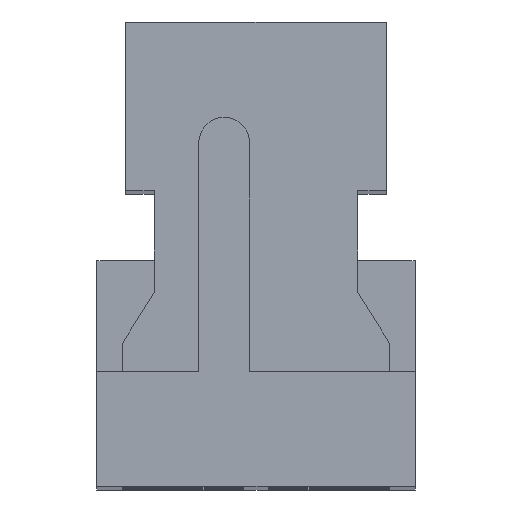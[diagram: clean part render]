
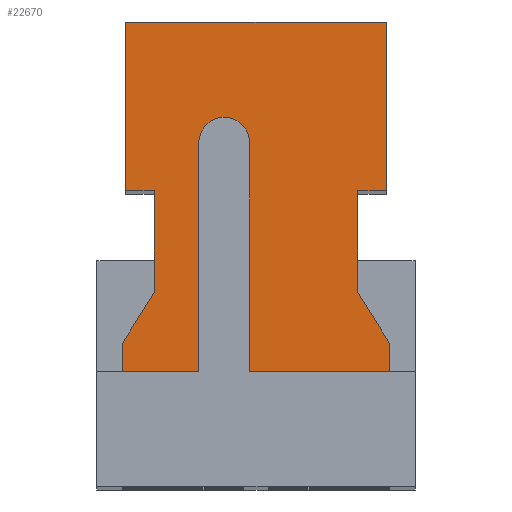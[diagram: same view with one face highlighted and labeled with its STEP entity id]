
A CAD part, top view. The second image highlights one B-rep face of the part: STEP entity #22670.
In plain terms, the highlighted planar face has unit normal (0, 0, 1).
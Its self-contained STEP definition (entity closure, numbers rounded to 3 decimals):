
#18040=CARTESIAN_POINT('',(-0.16,-0.9,19.25))
;
#18050=VERTEX_POINT('',#18040);
#18080=CARTESIAN_POINT('',(-0.16,0.,19.25));
#18090=DIRECTION('',(0.,1.,0.));
#18100=VECTOR('',#18090,1.);
#18110=LINE('',#18080,#18100);
#18120=CARTESIAN_POINT('',(-0.16,0.7,19.25));
#18130=VERTEX_POINT('',#18120);
#18140=EDGE_CURVE('',#18050,#18130,#18110,.T.);
#19550=CARTESIAN_POINT('',(-1.86,0.,19.25));
#19560=DIRECTION('',(0.,-1.,0.));
#19570=VECTOR('',#19560,1.);
#19580=LINE('',#19550,#19570);
#19590=CARTESIAN_POINT('',(-1.86,1.45,19.25));
#19600=VERTEX_POINT('',#19590);
#19610=CARTESIAN_POINT('',(-1.86,-2.15,19.25));
#19620=VERTEX_POINT('',#19610);
#19630=EDGE_CURVE('',#19600,#19620,#19580,.T.);
#21490=CARTESIAN_POINT('',(-2.437,0.971,19.25));
#21500=DIRECTION('',(0.,0.,-1.));
#21510=DIRECTION('',(-1.,0.,0.));
#21520=AXIS2_PLACEMENT_3D('',#21490,#21500,#21510);
#21530=PLANE('',#21520);
#21540=CARTESIAN_POINT('',(0.34,0.,19.25));
#21550=DIRECTION('',(0.,1.,0.));
#21560=VECTOR('',#21550,1.);
#21570=LINE('',#21540,#21560);
#21580=CARTESIAN_POINT('',(0.34,-2.15,19.25));
#21590=VERTEX_POINT('',#21580);
#21600=CARTESIAN_POINT('',(0.34,-1.7,19.25));
#21610=VERTEX_POINT('',#21600);
#21620=EDGE_CURVE('',#21590,#21610,#21570,.T.);
#21630=ORIENTED_EDGE('',*,*,#21620,.T.);
#21640=CARTESIAN_POINT('',(0.,-2.15,19.25));
#21650=DIRECTION('',(1.,0.,0.));
#21660=VECTOR('',#21650,1.);
#21670=LINE('',#21640,#21660);
#21680=EDGE_CURVE('',#19620,#21590,#21670,.T.);
#21690=ORIENTED_EDGE('',*,*,#21680,.T.);
#21700=ORIENTED_EDGE('',*,*,#19630,.T.);
#21710=CARTESIAN_POINT('',(-2.26,1.45,19.25));
#21720=DIRECTION('',(0.,0.,-1.));
#21730=DIRECTION('',(-1.,0.,0.));
#21740=AXIS2_PLACEMENT_3D('',#21710,#21720,#21730);
#21750=CIRCLE('',#21740,0.4);
#21760=CARTESIAN_POINT('',(-2.66,1.45,19.25));
#21770=VERTEX_POINT('',#21760);
#21780=EDGE_CURVE('',#21770,#19600,#21750,.T.);
#21790=ORIENTED_EDGE('',*,*,#21780,.T.);
#21800=CARTESIAN_POINT('',(-2.66,0.,19.25));
#21810=DIRECTION('',(0.,1.,0.));
#21820=VECTOR('',#21810,1.);
#21830=LINE('',#21800,#21820);
#21840=CARTESIAN_POINT('',(-2.66,-2.15,19.25));
#21850=VERTEX_POINT('',#21840);
#21860=EDGE_CURVE('',#21850,#21770,#21830,.T.);
#21870=ORIENTED_EDGE('',*,*,#21860,.T.);
#21880=CARTESIAN_POINT('',(0.,-2.15,19.25));
#21890=DIRECTION('',(1.,0.,0.));
#21900=VECTOR('',#21890,1.);
#21910=LINE('',#21880,#21900);
#21920=CARTESIAN_POINT('',(-3.86,-2.15,19.25));
#21930=VERTEX_POINT('',#21920);
#21940=EDGE_CURVE('',#21930,#21850,#21910,.T.);
#21950=ORIENTED_EDGE('',*,*,#21940,.T.);
#21960=CARTESIAN_POINT('',(-3.86,-1.7,19.25));
#21970=DIRECTION('',(0.,-1.,0.));
#21980=VECTOR('',#21970,1.);
#21990=LINE('',#21960,#21980);
#22000=CARTESIAN_POINT('',(-3.86,-1.7,19.25));
#22010=VERTEX_POINT('',#22000);
#22020=EDGE_CURVE('',#22010,#21930,#21990,.T.);
#22030=ORIENTED_EDGE('',*,*,#22020,.T.);
#22040=CARTESIAN_POINT('',(-3.36,-0.9,19.25));
#22050=DIRECTION('',(-0.53,-0.848,0.));
#22060=VECTOR('',#22050,1.);
#22070=LINE('',#22040,#22060);
#22080=CARTESIAN_POINT('',(-3.36,-0.9,19.25));
#22090=VERTEX_POINT('',#22080);
#22100=EDGE_CURVE('',#22090,#22010,#22070,.T.);
#22110=ORIENTED_EDGE('',*,*,#22100,.T.);
#22120=CARTESIAN_POINT('',(-3.36,0.,19.25));
#22130=DIRECTION('',(0.,1.,0.));
#22140=VECTOR('',#22130,1.);
#22150=LINE('',#22120,#22140);
#22160=CARTESIAN_POINT('',(-3.36,0.7,19.25));
#22170=VERTEX_POINT('',#22160);
#22180=EDGE_CURVE('',#22090,#22170,#22150,.T.);
#22190=ORIENTED_EDGE('',*,*,#22180,.F.);
#22200=CARTESIAN_POINT('',(-4.771,0.7,19.25));
#22210=DIRECTION('',(-1.,0.,0.));
#22220=VECTOR('',#22210,1.);
#22230=LINE('',#22200,#22220);
#22240=CARTESIAN_POINT('',(-3.81,0.7,19.25));
#22250=VERTEX_POINT('',#22240);
#22260=EDGE_CURVE('',#22170,#22250,#22230,.T.);
#22270=ORIENTED_EDGE('',*,*,#22260,.F.);
#22280=CARTESIAN_POINT('',(-3.81,-0.207,19.25));
#22290=DIRECTION('',(0.,1.,0.));
#22300=VECTOR('',#22290,1.);
#22310=LINE('',#22280,#22300);
#22320=CARTESIAN_POINT('',(-3.81,3.35,19.25));
#22330=VERTEX_POINT('',#22320);
#22340=EDGE_CURVE('',#22250,#22330,#22310,.T.);
#22350=ORIENTED_EDGE('',*,*,#22340,.F.);
#22360=CARTESIAN_POINT('',(0.,3.35,19.25));
#22370=DIRECTION('',(1.,0.,0.));
#22380=VECTOR('',#22370,1.);
#22390=LINE('',#22360,#22380);
#22400=CARTESIAN_POINT('',(0.29,3.35,19.25));
#22410=VERTEX_POINT('',#22400);
#22420=EDGE_CURVE('',#22330,#22410,#22390,.T.);
#22430=ORIENTED_EDGE('',*,*,#22420,.F.);
#22440=CARTESIAN_POINT('',(0.29,0.,19.25));
#22450=DIRECTION('',(0.,1.,0.));
#22460=VECTOR('',#22450,1.);
#22470=LINE('',#22440,#22460);
#22480=CARTESIAN_POINT('',(0.29,0.7,19.25));
#22490=VERTEX_POINT('',#22480);
#22500=EDGE_CURVE('',#22490,#22410,#22470,.T.);
#22510=ORIENTED_EDGE('',*,*,#22500,.T.);
#22520=CARTESIAN_POINT('',(1.251,0.7,19.25));
#22530=DIRECTION('',(1.,0.,0.));
#22540=VECTOR('',#22530,1.);
#22550=LINE('',#22520,#22540);
#22560=EDGE_CURVE('',#18130,#22490,#22550,.T.);
#22570=ORIENTED_EDGE('',*,*,#22560,.T.);
#22580=ORIENTED_EDGE('',*,*,#18140,.T.);
#22590=CARTESIAN_POINT('',(-0.722,0.,19.25));
#22600=DIRECTION('',(-0.53,0.848,0.));
#22610=VECTOR('',#22600,1.);
#22620=LINE('',#22590,#22610);
#22630=EDGE_CURVE('',#21610,#18050,#22620,.T.);
#22640=ORIENTED_EDGE('',*,*,#22630,.T.);
#22650=EDGE_LOOP('',(#22640,#22580,#22570,#22510,#22430,#22350,#22270,
#22190,#22110,#22030,#21950,#21870,#21790,#21700,#21690,#21630));
#22660=FACE_OUTER_BOUND('',#22650,.T.);
#22670=ADVANCED_FACE('',(#22660),#21530,.F.);
